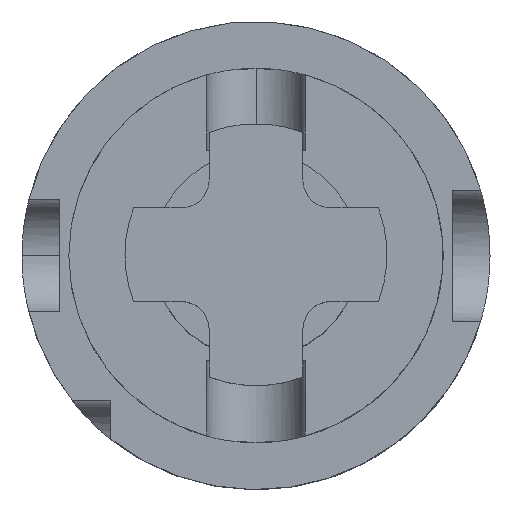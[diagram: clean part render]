
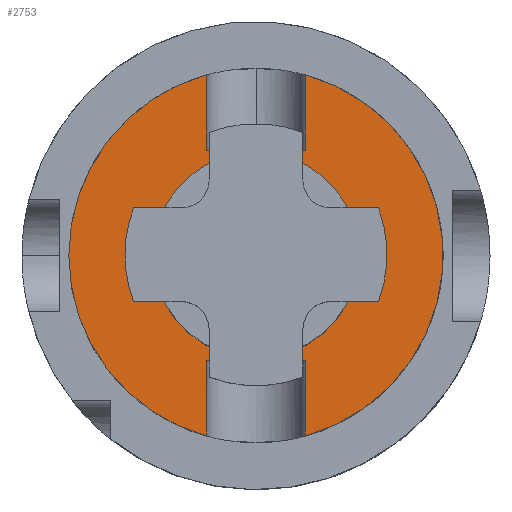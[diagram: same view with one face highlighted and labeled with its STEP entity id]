
A CAD part, top view. The second image highlights one B-rep face of the part: STEP entity #2753.
In plain terms, the highlighted planar face has unit normal (0, 0, 1).
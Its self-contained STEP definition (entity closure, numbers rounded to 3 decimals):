
#13 = LINE ( 'NONE', #2875, #557 ) ;
#65 = EDGE_CURVE ( 'NONE', #4007, #275, #1286, .T. ) ;
#122 = LINE ( 'NONE', #2971, #3711 ) ;
#198 = CARTESIAN_POINT ( 'NONE',  ( 5.25, -11.25, 38. ) ) ;
#258 = PLANE ( 'NONE',  #2395 ) ;
#275 = VERTEX_POINT ( 'NONE', #3650 ) ;
#292 = ORIENTED_EDGE ( 'NONE', *, *, #4123, .F. ) ;
#478 = CARTESIAN_POINT ( 'NONE',  ( 0., 0., 38. ) ) ;
#492 = DIRECTION ( 'NONE',  ( 0., 0., -1. ) ) ;
#518 = CARTESIAN_POINT ( 'NONE',  ( 0., 0., 38. ) ) ;
#557 = VECTOR ( 'NONE', #1134, 1000. ) ;
#561 = DIRECTION ( 'NONE',  ( -1., 0., 0. ) ) ;
#608 = FACE_BOUND ( 'NONE', #3064, .T. ) ;
#646 = ORIENTED_EDGE ( 'NONE', *, *, #4448, .T. ) ;
#721 = VERTEX_POINT ( 'NONE', #1143 ) ;
#723 = CIRCLE ( 'NONE', #3640, 20. ) ;
#789 = VERTEX_POINT ( 'NONE', #3999 ) ;
#848 = DIRECTION ( 'NONE',  ( -1., 0., 0. ) ) ;
#1068 = CARTESIAN_POINT ( 'NONE',  ( 5.25, 11.25, 38. ) ) ;
#1132 = CARTESIAN_POINT ( 'NONE',  ( -20., 0., 38. ) ) ;
#1134 = DIRECTION ( 'NONE',  ( 0., -1., 0. ) ) ;
#1143 = CARTESIAN_POINT ( 'NONE',  ( 5.25, -19.299, 38. ) ) ;
#1226 = DIRECTION ( 'NONE',  ( -1., 0., 0. ) ) ;
#1272 = ORIENTED_EDGE ( 'NONE', *, *, #1817, .F. ) ;
#1286 = LINE ( 'NONE', #1068, #2655 ) ;
#1363 = AXIS2_PLACEMENT_3D ( 'NONE', #518, #2322, #1226 ) ;
#1412 = ORIENTED_EDGE ( 'NONE', *, *, #3899, .F. ) ;
#1474 = ORIENTED_EDGE ( 'NONE', *, *, #1640, .T. ) ;
#1484 = CIRCLE ( 'NONE', #1363, 20. ) ;
#1517 = AXIS2_PLACEMENT_3D ( 'NONE', #3478, #2443, #3813 ) ;
#1535 = CARTESIAN_POINT ( 'NONE',  ( 5.25, 20., 38. ) ) ;
#1615 = DIRECTION ( 'NONE',  ( -1., 0., 0. ) ) ;
#1635 = DIRECTION ( 'NONE',  ( 1., 0., 0. ) ) ;
#1640 = EDGE_CURVE ( 'NONE', #2177, #275, #13, .T. ) ;
#1678 = ORIENTED_EDGE ( 'NONE', *, *, #2110, .T. ) ;
#1762 = ORIENTED_EDGE ( 'NONE', *, *, #4220, .T. ) ;
#1794 = VECTOR ( 'NONE', #4432, 1000. ) ;
#1817 = EDGE_CURVE ( 'NONE', #2538, #3246, #723, .T. ) ;
#1825 = DIRECTION ( 'NONE',  ( 1., 0., 0. ) ) ;
#1918 = LINE ( 'NONE', #4255, #3764 ) ;
#2100 = VERTEX_POINT ( 'NONE', #3221 ) ;
#2110 = EDGE_CURVE ( 'NONE', #4007, #3246, #1918, .T. ) ;
#2141 = VERTEX_POINT ( 'NONE', #3541 ) ;
#2177 = VERTEX_POINT ( 'NONE', #2952 ) ;
#2193 = CIRCLE ( 'NONE', #3921, 11. ) ;
#2322 = DIRECTION ( 'NONE',  ( 0., 0., -1. ) ) ;
#2368 = DIRECTION ( 'NONE',  ( 0., 0., 1. ) ) ;
#2395 = AXIS2_PLACEMENT_3D ( 'NONE', #4426, #2368, #1635 ) ;
#2443 = DIRECTION ( 'NONE',  ( 0., 0., -1. ) ) ;
#2538 = VERTEX_POINT ( 'NONE', #1132 ) ;
#2614 = CARTESIAN_POINT ( 'NONE',  ( -5.25, 19.299, 38. ) ) ;
#2647 = CARTESIAN_POINT ( 'NONE',  ( 0., 0., 38. ) ) ;
#2655 = VECTOR ( 'NONE', #1825, 1000. ) ;
#2749 = ORIENTED_EDGE ( 'NONE', *, *, #3127, .T. ) ;
#2753 = ADVANCED_FACE ( 'NONE', ( #608, #3489 ), #258, .T. ) ;
#2789 = CIRCLE ( 'NONE', #1517, 11. ) ;
#2796 = VECTOR ( 'NONE', #2882, 1000. ) ;
#2875 = CARTESIAN_POINT ( 'NONE',  ( 5.25, 20., 38. ) ) ;
#2882 = DIRECTION ( 'NONE',  ( 0., 1., 0. ) ) ;
#2902 = EDGE_LOOP ( 'NONE', ( #3029, #1678, #1272, #3223, #292, #2749, #1412, #3058, #1474 ) ) ;
#2952 = CARTESIAN_POINT ( 'NONE',  ( 5.25, 19.299, 38. ) ) ;
#2959 = CARTESIAN_POINT ( 'NONE',  ( 0., 0., 38. ) ) ;
#2960 = CARTESIAN_POINT ( 'NONE',  ( 11., 0., 38. ) ) ;
#2971 = CARTESIAN_POINT ( 'NONE',  ( -5.25, 20., 38. ) ) ;
#2979 = DIRECTION ( 'NONE',  ( 0., 0., -1. ) ) ;
#2981 = DIRECTION ( 'NONE',  ( 0., -1., 0. ) ) ;
#3029 = ORIENTED_EDGE ( 'NONE', *, *, #65, .F. ) ;
#3040 = EDGE_CURVE ( 'NONE', #2141, #2538, #4176, .T. ) ;
#3058 = ORIENTED_EDGE ( 'NONE', *, *, #4121, .F. ) ;
#3064 = EDGE_LOOP ( 'NONE', ( #1762, #646 ) ) ;
#3127 = EDGE_CURVE ( 'NONE', #789, #4184, #3652, .T. ) ;
#3221 = CARTESIAN_POINT ( 'NONE',  ( -11., 0., 38. ) ) ;
#3223 = ORIENTED_EDGE ( 'NONE', *, *, #3040, .F. ) ;
#3231 = CARTESIAN_POINT ( 'NONE',  ( -5.25, 11.25, 38. ) ) ;
#3246 = VERTEX_POINT ( 'NONE', #2614 ) ;
#3478 = CARTESIAN_POINT ( 'NONE',  ( 0., 0., 38. ) ) ;
#3489 = FACE_OUTER_BOUND ( 'NONE', #2902, .T. ) ;
#3494 = CARTESIAN_POINT ( 'NONE',  ( 5.25, -11.25, 38. ) ) ;
#3541 = CARTESIAN_POINT ( 'NONE',  ( -5.25, -19.299, 38. ) ) ;
#3640 = AXIS2_PLACEMENT_3D ( 'NONE', #2647, #4335, #561 ) ;
#3650 = CARTESIAN_POINT ( 'NONE',  ( 5.25, 11.25, 38. ) ) ;
#3652 = LINE ( 'NONE', #198, #1794 ) ;
#3711 = VECTOR ( 'NONE', #2981, 1000. ) ;
#3764 = VECTOR ( 'NONE', #4274, 1000. ) ;
#3813 = DIRECTION ( 'NONE',  ( -1., 0., 0. ) ) ;
#3899 = EDGE_CURVE ( 'NONE', #721, #4184, #4182, .T. ) ;
#3921 = AXIS2_PLACEMENT_3D ( 'NONE', #478, #492, #848 ) ;
#3999 = CARTESIAN_POINT ( 'NONE',  ( -5.25, -11.25, 38. ) ) ;
#4007 = VERTEX_POINT ( 'NONE', #3231 ) ;
#4082 = VERTEX_POINT ( 'NONE', #2960 ) ;
#4121 = EDGE_CURVE ( 'NONE', #2177, #721, #1484, .T. ) ;
#4123 = EDGE_CURVE ( 'NONE', #789, #2141, #122, .T. ) ;
#4176 = CIRCLE ( 'NONE', #4389, 20. ) ;
#4182 = LINE ( 'NONE', #1535, #2796 ) ;
#4184 = VERTEX_POINT ( 'NONE', #3494 ) ;
#4220 = EDGE_CURVE ( 'NONE', #2100, #4082, #2789, .T. ) ;
#4255 = CARTESIAN_POINT ( 'NONE',  ( -5.25, 20., 38. ) ) ;
#4274 = DIRECTION ( 'NONE',  ( 0., 1., 0. ) ) ;
#4335 = DIRECTION ( 'NONE',  ( 0., 0., -1. ) ) ;
#4389 = AXIS2_PLACEMENT_3D ( 'NONE', #2959, #2979, #1615 ) ;
#4426 = CARTESIAN_POINT ( 'NONE',  ( 0., 20., 38. ) ) ;
#4432 = DIRECTION ( 'NONE',  ( 1., 0., 0. ) ) ;
#4448 = EDGE_CURVE ( 'NONE', #4082, #2100, #2193, .T. ) ;
